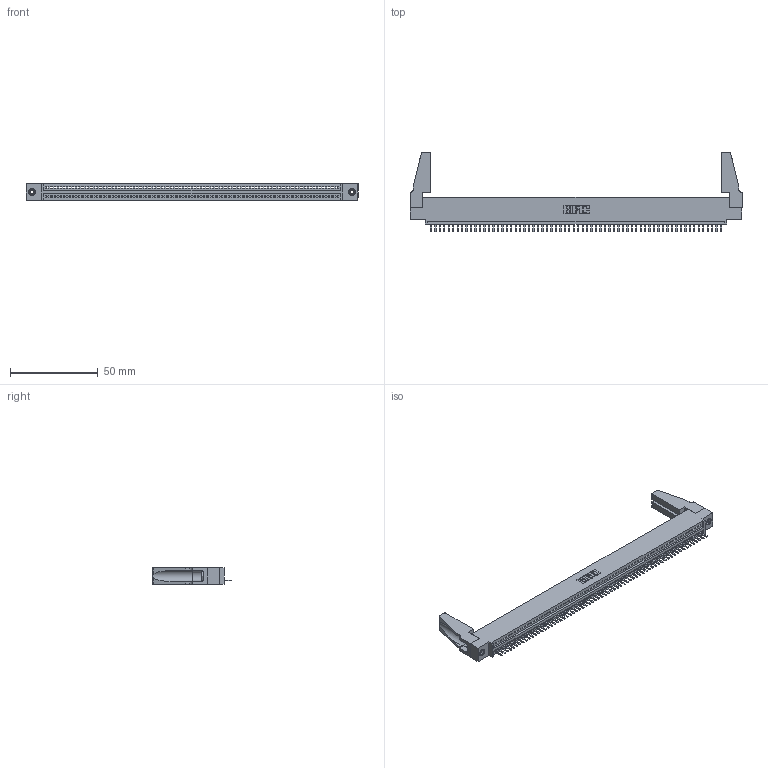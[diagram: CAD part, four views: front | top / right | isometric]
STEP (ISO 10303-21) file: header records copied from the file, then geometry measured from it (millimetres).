
FILE_DESCRIPTION (( 'STEP AP203' ), '1' );
FILE_NAME ('395-066-520-488.STEP', '2019-10-25T07:07:07', ( '' ), ( '' ), 'SwSTEP 2.0', 'SolidWorks 2016', '' );
FILE_SCHEMA (( 'CONFIG_CONTROL_DESIGN' ));
Length unit declared in the file: inch
Products named in the file (5): 345 Part_0.110 Offset - 0.156 Dia-TH; 345-220-078_345-220-088; 395-066-520-488; 345-292-001_345-293-120; 345-250-001_345-250-001-102
Assembly tree (71 placements, depth 2):
  395-066-520-488
    345 Part_0.110 Offset - 0.156 Dia-TH
    345-292-001_345-293-120  x66
    345-250-001_345-250-001-102  x2
    345-220-078_345-220-088  x2
Bounding box: 188.87 x 45.34 x 9.4 mm (x, y, z)
Volume: 21125.4 mm3; surface area: 26667.7 mm2
Topology: 71 solids, 71 shells, 4346 faces, 12811 edges, 8354 vertices
Faces by surface type: plane 2928, cylinder 1402, cone 12, torus 4
Entity records: 48836 total; most frequent: CARTESIAN_POINT 8460, ORIENTED_EDGE 8408, DIRECTION 7348, EDGE_CURVE 4204, VECTOR 3762, LINE 3762, VERTEX_POINT 2794, AXIS2_PLACEMENT_3D 1793
